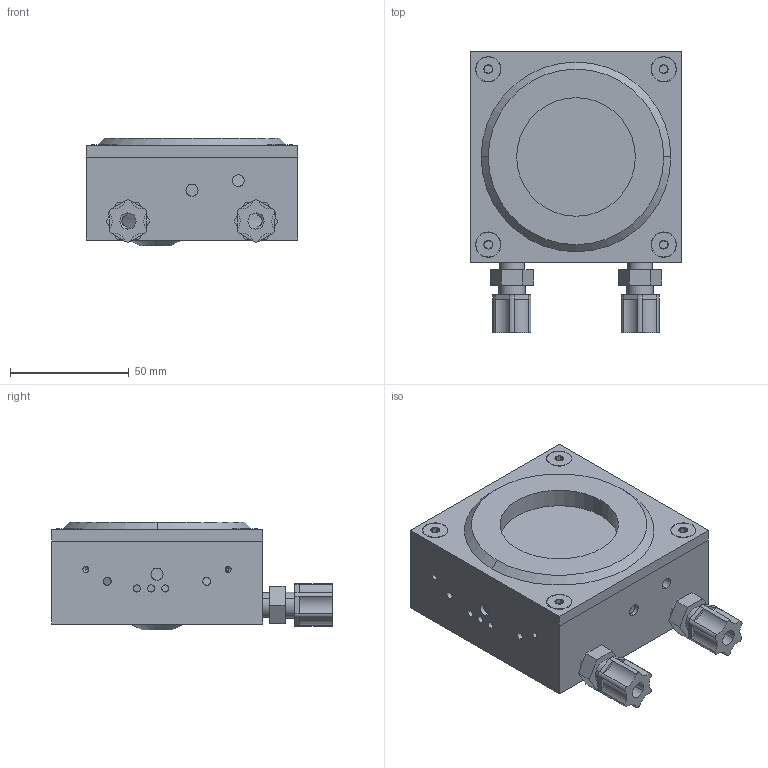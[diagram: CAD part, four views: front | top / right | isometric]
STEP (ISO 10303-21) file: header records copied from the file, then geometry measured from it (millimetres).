
FILE_DESCRIPTION (( 'STEP AP214' ), '1' );
FILE_NAME ('SK-9782 UP50M-50W-W9.STEP', '2018-01-04T18:35:35', ( '' ), ( '' ), 'SwSTEP 2.0', 'SolidWorks 2016', '' );
FILE_SCHEMA (( 'AUTOMOTIVE_DESIGN' ));
Length unit declared in the file: millimetre
Products named in the file (1): SK-9782 UP50M-50W-W9
Bounding box: 89 x 118.5 x 45.5 mm (x, y, z)
Volume: 321618.5 mm3; surface area: 56865.5 mm2
Topology: 9 solids, 10 shells, 697 faces, 1791 edges, 1136 vertices
Faces by surface type: cylinder 463, cone 115, plane 103, torus 8, bspline 8
Entity records: 39467 total; most frequent: CARTESIAN_POINT 16746, ORIENTED_EDGE 3550, DIRECTION 2734, EDGE_CURVE 1775, VERTEX_POINT 1136, AXIS2_PLACEMENT_3D 1030, EDGE_LOOP 749, UNCERTAINTY_MEASURE_WITH_UNIT 708
